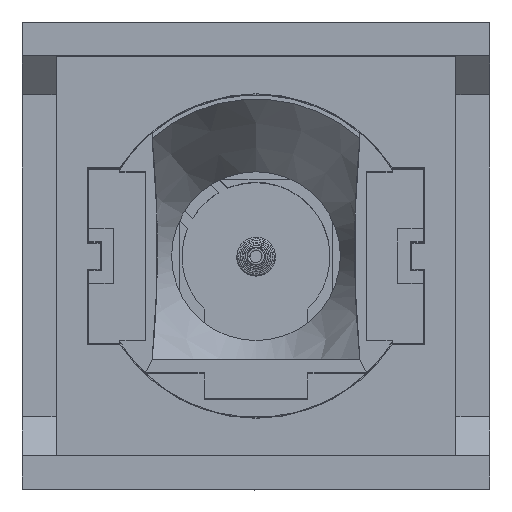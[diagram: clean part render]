
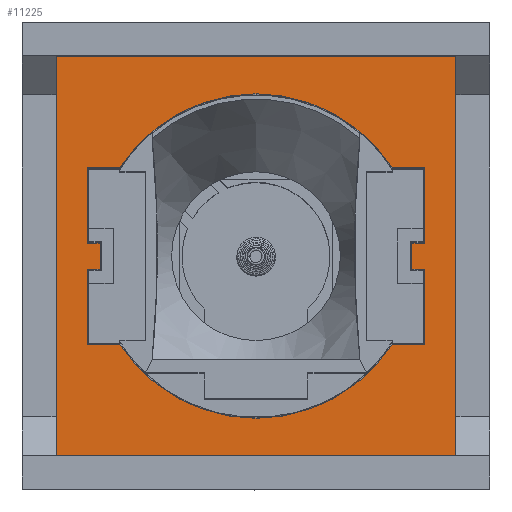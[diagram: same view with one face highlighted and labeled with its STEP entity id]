
A CAD part, top view. The second image highlights one B-rep face of the part: STEP entity #11225.
In plain terms, the highlighted planar face has unit normal (0, 0, 1).
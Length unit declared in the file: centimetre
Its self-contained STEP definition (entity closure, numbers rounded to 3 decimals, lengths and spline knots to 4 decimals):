
#197=FACE_BOUND('',#1636,.T.);
#535=PLANE('',#12090);
#1027=FACE_OUTER_BOUND('',#1635,.T.);
#1635=EDGE_LOOP('',(#9499,#9500,#9501,#9502));
#1636=EDGE_LOOP('',(#9503,#9504,#9505,#9506,#9507,#9508,#9509,#9510,#9511,
#9512,#9513,#9514,#9515,#9516,#9517,#9518));
#2453=LINE('',#16938,#3647);
#2666=LINE('',#17497,#3860);
#2669=LINE('',#17502,#3863);
#2670=LINE('',#17505,#3864);
#2673=LINE('',#17511,#3867);
#2675=LINE('',#17516,#3869);
#2678=LINE('',#17521,#3872);
#2680=LINE('',#17525,#3874);
#2682=LINE('',#17529,#3876);
#2685=LINE('',#17537,#3879);
#2686=LINE('',#17540,#3880);
#2688=LINE('',#17544,#3882);
#2691=LINE('',#17551,#3885);
#2692=LINE('',#17554,#3886);
#2694=LINE('',#17557,#3888);
#2696=LINE('',#17562,#3890);
#2699=LINE('',#17566,#3893);
#2700=LINE('',#17568,#3894);
#3647=VECTOR('',#13886,1.);
#3860=VECTOR('',#14359,1.);
#3863=VECTOR('',#14364,1.);
#3864=VECTOR('',#14367,1.);
#3867=VECTOR('',#14374,1.);
#3869=VECTOR('',#14378,1.);
#3872=VECTOR('',#14383,1.);
#3874=VECTOR('',#14387,1.);
#3876=VECTOR('',#14391,1.);
#3879=VECTOR('',#14400,1.);
#3880=VECTOR('',#14403,1.);
#3882=VECTOR('',#14407,1.);
#3885=VECTOR('',#14416,1.);
#3886=VECTOR('',#14419,1.);
#3888=VECTOR('',#14423,1.);
#3890=VECTOR('',#14427,1.);
#3893=VECTOR('',#14432,1.);
#3894=VECTOR('',#14435,1.);
#4513=CIRCLE('',#12078,0.625);
#4514=CIRCLE('',#12083,0.625);
#5159=VERTEX_POINT('',#16935);
#5160=VERTEX_POINT('',#16937);
#5333=VERTEX_POINT('',#17494);
#5334=VERTEX_POINT('',#17496);
#5335=VERTEX_POINT('',#17500);
#5336=VERTEX_POINT('',#17504);
#5337=VERTEX_POINT('',#17509);
#5338=VERTEX_POINT('',#17513);
#5339=VERTEX_POINT('',#17515);
#5340=VERTEX_POINT('',#17519);
#5341=VERTEX_POINT('',#17523);
#5342=VERTEX_POINT('',#17527);
#5343=VERTEX_POINT('',#17531);
#5344=VERTEX_POINT('',#17533);
#5345=VERTEX_POINT('',#17539);
#5346=VERTEX_POINT('',#17543);
#5347=VERTEX_POINT('',#17547);
#5348=VERTEX_POINT('',#17553);
#5349=VERTEX_POINT('',#17559);
#5350=VERTEX_POINT('',#17561);
#6519=EDGE_CURVE('',#5160,#5159,#2453,.T.);
#6778=EDGE_CURVE('',#5334,#5333,#2666,.T.);
#6781=EDGE_CURVE('',#5333,#5335,#2669,.T.);
#6782=EDGE_CURVE('',#5336,#5334,#2670,.T.);
#6785=EDGE_CURVE('',#5335,#5337,#2673,.T.);
#6787=EDGE_CURVE('',#5339,#5338,#2675,.T.);
#6790=EDGE_CURVE('',#5338,#5340,#2678,.T.);
#6792=EDGE_CURVE('',#5340,#5341,#2680,.T.);
#6794=EDGE_CURVE('',#5341,#5342,#2682,.T.);
#6796=EDGE_CURVE('',#5344,#5343,#4513,.T.);
#6798=EDGE_CURVE('',#5342,#5344,#2685,.T.);
#6799=EDGE_CURVE('',#5345,#5339,#2686,.T.);
#6801=EDGE_CURVE('',#5346,#5345,#2688,.T.);
#6803=EDGE_CURVE('',#5347,#5346,#4514,.T.);
#6805=EDGE_CURVE('',#5337,#5347,#2691,.T.);
#6806=EDGE_CURVE('',#5348,#5336,#2692,.T.);
#6808=EDGE_CURVE('',#5343,#5348,#2694,.T.);
#6810=EDGE_CURVE('',#5350,#5349,#2696,.T.);
#6813=EDGE_CURVE('',#5349,#5160,#2699,.T.);
#6814=EDGE_CURVE('',#5159,#5350,#2700,.T.);
#9499=ORIENTED_EDGE('',*,*,#6810,.T.);
#9500=ORIENTED_EDGE('',*,*,#6813,.T.);
#9501=ORIENTED_EDGE('',*,*,#6519,.T.);
#9502=ORIENTED_EDGE('',*,*,#6814,.T.);
#9503=ORIENTED_EDGE('',*,*,#6796,.T.);
#9504=ORIENTED_EDGE('',*,*,#6808,.T.);
#9505=ORIENTED_EDGE('',*,*,#6806,.T.);
#9506=ORIENTED_EDGE('',*,*,#6782,.T.);
#9507=ORIENTED_EDGE('',*,*,#6778,.T.);
#9508=ORIENTED_EDGE('',*,*,#6781,.T.);
#9509=ORIENTED_EDGE('',*,*,#6785,.T.);
#9510=ORIENTED_EDGE('',*,*,#6805,.T.);
#9511=ORIENTED_EDGE('',*,*,#6803,.T.);
#9512=ORIENTED_EDGE('',*,*,#6801,.T.);
#9513=ORIENTED_EDGE('',*,*,#6799,.T.);
#9514=ORIENTED_EDGE('',*,*,#6787,.T.);
#9515=ORIENTED_EDGE('',*,*,#6790,.T.);
#9516=ORIENTED_EDGE('',*,*,#6792,.T.);
#9517=ORIENTED_EDGE('',*,*,#6794,.T.);
#9518=ORIENTED_EDGE('',*,*,#6798,.T.);
#11225=ADVANCED_FACE('',(#1027,#197),#535,.T.);
#12078=AXIS2_PLACEMENT_3D('',#17534,#14395,#14396);
#12083=AXIS2_PLACEMENT_3D('',#17548,#14411,#14412);
#12090=AXIS2_PLACEMENT_3D('',#17569,#14436,#14437);
#13886=DIRECTION('',(1.,0.,0.));
#14359=DIRECTION('',(0.,-1.,0.));
#14364=DIRECTION('',(1.,0.,0.));
#14367=DIRECTION('',(-1.,0.,0.));
#14374=DIRECTION('',(0.,-1.,0.));
#14378=DIRECTION('',(1.,0.,0.));
#14383=DIRECTION('',(0.,1.,0.));
#14387=DIRECTION('',(-1.,0.,0.));
#14391=DIRECTION('',(0.,1.,0.));
#14395=DIRECTION('center_axis',(0.,0.,
-1.));
#14396=DIRECTION('ref_axis',(0.839,0.544,0.));
#14400=DIRECTION('',(1.,0.,0.));
#14403=DIRECTION('',(0.,1.,0.));
#14407=DIRECTION('',(-1.,0.,0.));
#14411=DIRECTION('center_axis',(0.,0.,
-1.));
#14412=DIRECTION('ref_axis',(-0.839,-0.544,0.));
#14416=DIRECTION('',(-1.,0.,0.));
#14419=DIRECTION('',(0.,-1.,0.));
#14423=DIRECTION('',(1.,0.,0.));
#14427=DIRECTION('',(-1.,0.,0.));
#14432=DIRECTION('',(0.,-1.,0.));
#14435=DIRECTION('',(0.,1.,0.));
#14436=DIRECTION('center_axis',(0.,0.,
1.));
#14437=DIRECTION('ref_axis',(-1.,0.,0.));
#16935=CARTESIAN_POINT('',(0.77,-0.77,1.67));
#16937=CARTESIAN_POINT('',(-0.77,-0.77,1.67));
#16938=CARTESIAN_POINT('',(-0.77,-0.77,1.67));
#17494=CARTESIAN_POINT('',(0.6,-0.05,1.67));
#17496=CARTESIAN_POINT('',(0.6,0.05,1.67));
#17497=CARTESIAN_POINT('',(0.6,0.025,1.67));
#17500=CARTESIAN_POINT('',(0.65,-0.05,1.67));
#17502=CARTESIAN_POINT('',(0.3,-0.05,1.67));
#17504=CARTESIAN_POINT('',(0.65,0.05,1.67));
#17505=CARTESIAN_POINT('',(0.325,0.05,1.67));
#17509=CARTESIAN_POINT('',(0.65,-0.34,1.67));
#17511=CARTESIAN_POINT('',(0.65,0.025,1.67));
#17513=CARTESIAN_POINT('',(-0.6,-0.05,1.67));
#17515=CARTESIAN_POINT('',(-0.65,-0.05,1.67));
#17516=CARTESIAN_POINT('',(-0.325,-0.05,1.67));
#17519=CARTESIAN_POINT('',(-0.6,0.05,1.67));
#17521=CARTESIAN_POINT('',(-0.6,-0.025,1.67));
#17523=CARTESIAN_POINT('',(-0.65,0.05,1.67));
#17525=CARTESIAN_POINT('',(-0.3,0.05,1.67));
#17527=CARTESIAN_POINT('',(-0.65,0.34,1.67));
#17529=CARTESIAN_POINT('',(-0.65,0.025,1.67));
#17531=CARTESIAN_POINT('',(0.5244,0.34,1.67));
#17533=CARTESIAN_POINT('',(-0.5244,0.34,1.67));
#17534=CARTESIAN_POINT('Origin',(0.,0.,
1.67));
#17537=CARTESIAN_POINT('',(-0.2622,0.34,1.67));
#17539=CARTESIAN_POINT('',(-0.65,-0.34,1.67));
#17540=CARTESIAN_POINT('',(-0.65,0.025,1.67));
#17543=CARTESIAN_POINT('',(-0.5244,-0.34,1.67));
#17544=CARTESIAN_POINT('',(-0.325,-0.34,1.67));
#17547=CARTESIAN_POINT('',(0.5244,-0.34,1.67));
#17548=CARTESIAN_POINT('Origin',(0.,0.,
1.67));
#17551=CARTESIAN_POINT('',(0.2622,-0.34,1.67));
#17553=CARTESIAN_POINT('',(0.65,0.34,1.67));
#17554=CARTESIAN_POINT('',(0.65,0.025,1.67));
#17557=CARTESIAN_POINT('',(0.325,0.34,1.67));
#17559=CARTESIAN_POINT('',(-0.77,0.77,1.67));
#17561=CARTESIAN_POINT('',(0.77,0.77,1.67));
#17562=CARTESIAN_POINT('',(0.77,0.77,1.67));
#17566=CARTESIAN_POINT('',(-0.77,0.77,1.67));
#17568=CARTESIAN_POINT('',(0.77,-0.77,1.67));
#17569=CARTESIAN_POINT('Origin',(0.,0.,
1.67));
